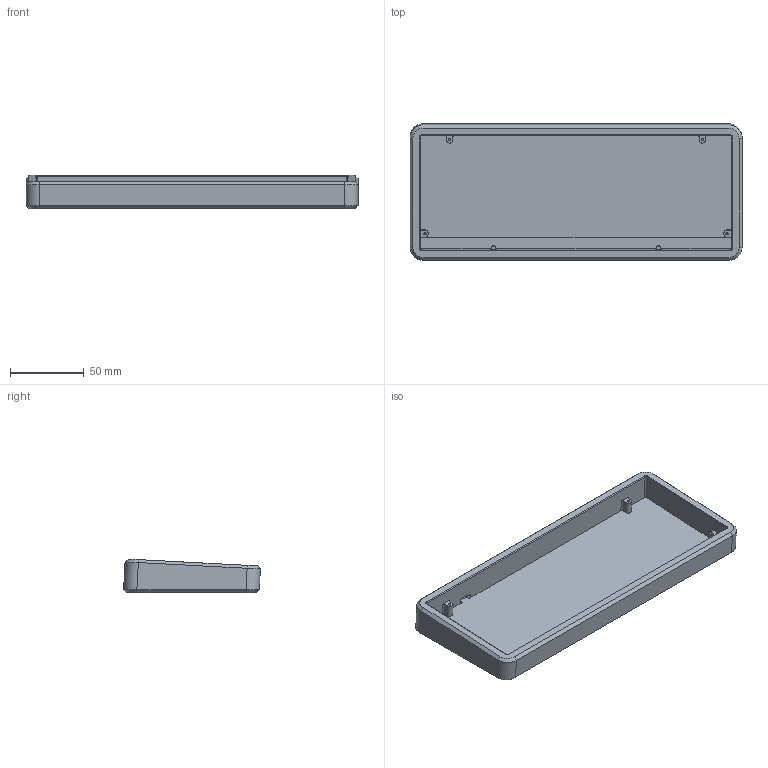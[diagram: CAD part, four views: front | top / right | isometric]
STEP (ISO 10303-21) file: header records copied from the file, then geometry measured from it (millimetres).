
FILE_DESCRIPTION(/* description */ ('','CAx-IF Rec.Pracs.---Representation and Presentation of Product Manufacturing Information (PMI)---4.0---2014-10-13'),/* implementation_level */ '2;1');
FILE_NAME(/* name */ 'CNC Vault 37 MFR2.step',/* time_stamp */ '2025-01-20T22:12:10-08:00',/* author */ (''),/* organization */ (''),/* preprocessor_version */ 'ST-DEVELOPER v20',/* originating_system */ 'Autodesk Translation Framework v13.20.0.188',/* authorisation */ '');
FILE_SCHEMA (('AP242_MANAGED_MODEL_BASED_3D_ENGINEERING_MIM_LF { 1 0 10303 442 1 1 4 }'));
Length unit declared in the file: millimetre
Products named in the file (1): CNC Vault 37 MFR2
Bounding box: 225.3 x 92.82 x 22.96 mm (x, y, z)
Volume: 127668.9 mm3; surface area: 63476.8 mm2
Topology: 1 solids, 1 shells, 121 faces, 298 edges, 188 vertices
Faces by surface type: plane 59, cylinder 42, cone 12, bspline 8
Full cylindrical faces by diameter (mm): 1.6 x4, 6.5 x4
Entity records: 3754 total; most frequent: CARTESIAN_POINT 824, DIRECTION 604, ORIENTED_EDGE 596, EDGE_CURVE 298, AXIS2_PLACEMENT_3D 208, LINE 188, VECTOR 188, VERTEX_POINT 188
